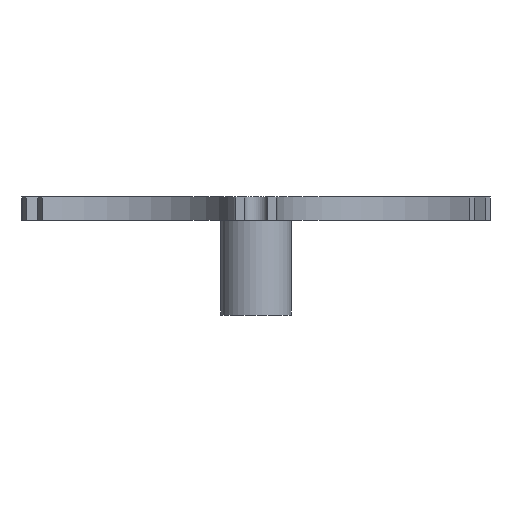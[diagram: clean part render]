
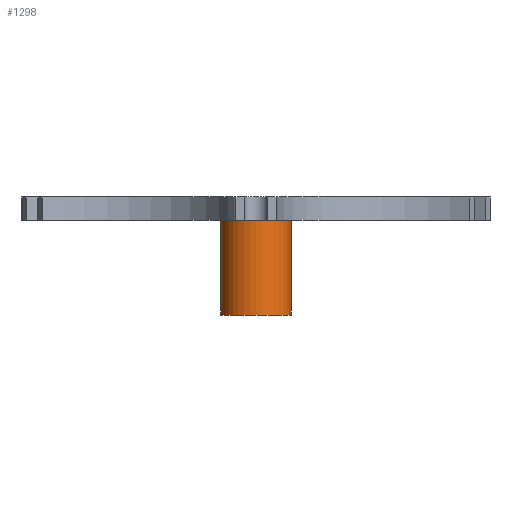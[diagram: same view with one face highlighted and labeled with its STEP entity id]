
A CAD part, front view. The second image highlights one B-rep face of the part: STEP entity #1298.
In plain terms, the highlighted cylindrical face has radius 19.05 mm (diameter 38.1 mm), a partial arc.
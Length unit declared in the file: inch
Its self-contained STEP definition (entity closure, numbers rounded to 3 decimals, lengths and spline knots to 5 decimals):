
#32 = DIRECTION ( 'NONE',  ( 0., 0., -1. ) ) ;
#45 = VERTEX_POINT ( 'NONE', #208 ) ;
#88 = CARTESIAN_POINT ( 'NONE',  ( -0.75, 0., -2.01 ) ) ;
#164 = ORIENTED_EDGE ( 'NONE', *, *, #1241, .T. ) ;
#208 = CARTESIAN_POINT ( 'NONE',  ( 0.75, 0., -2.01 ) ) ;
#239 = AXIS2_PLACEMENT_3D ( 'NONE', #257, #32, #909 ) ;
#257 = CARTESIAN_POINT ( 'NONE',  ( 0., 0., -2.01 ) ) ;
#285 = EDGE_LOOP ( 'NONE', ( #956, #587, #164, #883 ) ) ;
#333 = CIRCLE ( 'NONE', #1160, 0.75 ) ;
#389 = DIRECTION ( 'NONE',  ( 1., 0., 0. ) ) ;
#487 = CARTESIAN_POINT ( 'NONE',  ( -0.75, 0., 0. ) ) ;
#568 = VECTOR ( 'NONE', #1325, 39.37008 ) ;
#587 = ORIENTED_EDGE ( 'NONE', *, *, #1121, .F. ) ;
#645 = CARTESIAN_POINT ( 'NONE',  ( 0.75, 0., -2.01 ) ) ;
#679 = VERTEX_POINT ( 'NONE', #1363 ) ;
#723 = CYLINDRICAL_SURFACE ( 'NONE', #870, 0.75 ) ;
#741 = DIRECTION ( 'NONE',  ( 0., 0., -1. ) ) ;
#845 = VECTOR ( 'NONE', #1084, 39.37008 ) ;
#847 = DIRECTION ( 'NONE',  ( -1., 0., 0. ) ) ;
#863 = CARTESIAN_POINT ( 'NONE',  ( -0.75, 0., -2.01 ) ) ;
#870 = AXIS2_PLACEMENT_3D ( 'NONE', #947, #1403, #389 ) ;
#883 = ORIENTED_EDGE ( 'NONE', *, *, #1289, .T. ) ;
#909 = DIRECTION ( 'NONE',  ( -1., 0., 0. ) ) ;
#947 = CARTESIAN_POINT ( 'NONE',  ( 0., 0., -2.01 ) ) ;
#956 = ORIENTED_EDGE ( 'NONE', *, *, #1228, .F. ) ;
#977 = CARTESIAN_POINT ( 'NONE',  ( 0., 0., 0. ) ) ;
#1002 = VERTEX_POINT ( 'NONE', #88 ) ;
#1084 = DIRECTION ( 'NONE',  ( 0., 0., 1. ) ) ;
#1089 = CIRCLE ( 'NONE', #239, 0.75 ) ;
#1121 = EDGE_CURVE ( 'NONE', #45, #1002, #1089, .T. ) ;
#1125 = VERTEX_POINT ( 'NONE', #487 ) ;
#1160 = AXIS2_PLACEMENT_3D ( 'NONE', #977, #741, #847 ) ;
#1186 = LINE ( 'NONE', #863, #568 ) ;
#1211 = LINE ( 'NONE', #645, #845 ) ;
#1228 = EDGE_CURVE ( 'NONE', #1002, #1125, #1186, .T. ) ;
#1241 = EDGE_CURVE ( 'NONE', #45, #679, #1211, .T. ) ;
#1289 = EDGE_CURVE ( 'NONE', #679, #1125, #333, .T. ) ;
#1291 = FACE_OUTER_BOUND ( 'NONE', #285, .T. ) ;
#1298 = ADVANCED_FACE ( 'NONE', ( #1291 ), #723, .T. ) ;
#1325 = DIRECTION ( 'NONE',  ( 0., 0., 1. ) ) ;
#1363 = CARTESIAN_POINT ( 'NONE',  ( 0.75, 0., 0. ) ) ;
#1403 = DIRECTION ( 'NONE',  ( 0., 0., 1. ) ) ;
